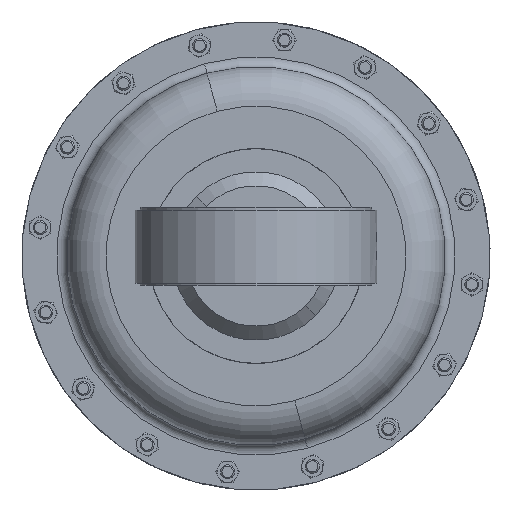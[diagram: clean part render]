
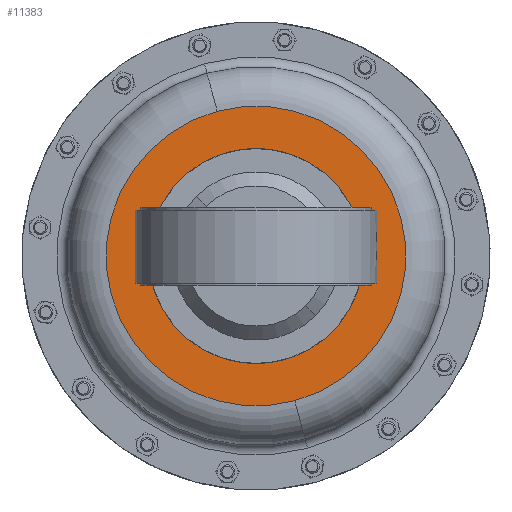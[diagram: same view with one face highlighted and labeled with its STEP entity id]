
A CAD part, front view. The second image highlights one B-rep face of the part: STEP entity #11383.
In plain terms, the highlighted planar face has unit normal (0, -1, 0).
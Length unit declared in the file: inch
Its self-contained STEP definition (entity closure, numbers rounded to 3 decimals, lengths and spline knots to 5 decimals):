
#1067 = CARTESIAN_POINT ( 'NONE',  ( 3.67711, 18.87241, 8.36738 ) ) ;
#1327 = DIRECTION ( 'NONE',  ( 0.259, 0., -0.966 ) ) ;
#1462 = ORIENTED_EDGE ( 'NONE', *, *, #13433, .F. ) ;
#2343 = ORIENTED_EDGE ( 'NONE', *, *, #12767, .T. ) ;
#3291 = DIRECTION ( 'NONE',  ( -0.707, 0., 0.707 ) ) ;
#3771 = EDGE_CURVE ( 'NONE', #23700, #10812, #21589, .T. ) ;
#4418 = AXIS2_PLACEMENT_3D ( 'NONE', #1067, #16364, #3291 ) ;
#4642 = DIRECTION ( 'NONE',  ( 0., 1., 0. ) ) ;
#5572 = FACE_BOUND ( 'NONE', #12397, .T. ) ;
#8036 = AXIS2_PLACEMENT_3D ( 'NONE', #21924, #21792, #21725 ) ;
#10812 = VERTEX_POINT ( 'NONE', #15527 ) ;
#11383 = ADVANCED_FACE ( 'NONE', ( #28341, #5572 ), #21982, .T. ) ;
#12397 = EDGE_LOOP ( 'NONE', ( #22820, #2343 ) ) ;
#12682 = VERTEX_POINT ( 'NONE', #14952 ) ;
#12767 = EDGE_CURVE ( 'NONE', #24422, #12682, #23419, .T. ) ;
#13311 = AXIS2_PLACEMENT_3D ( 'NONE', #27705, #27978, #28028 ) ;
#13433 = EDGE_CURVE ( 'NONE', #10812, #23700, #18573, .T. ) ;
#14290 = DIRECTION ( 'NONE',  ( 0., 1., 0. ) ) ;
#14952 = CARTESIAN_POINT ( 'NONE',  ( 5.35649, 18.87241, 6.688 ) ) ;
#15391 = CIRCLE ( 'NONE', #4418, 2.375 ) ;
#15527 = CARTESIAN_POINT ( 'NONE',  ( 4.71239, 18.87241, 4.50368 ) ) ;
#16364 = DIRECTION ( 'NONE',  ( 0., 1., 0. ) ) ;
#17360 = CARTESIAN_POINT ( 'NONE',  ( 2.64184, 18.87241, 12.23108 ) ) ;
#17787 = CARTESIAN_POINT ( 'NONE',  ( 3.67711, 18.87241, 8.36738 ) ) ;
#18125 = EDGE_LOOP ( 'NONE', ( #1462, #28751 ) ) ;
#18193 = AXIS2_PLACEMENT_3D ( 'NONE', #17787, #4642, #20171 ) ;
#18573 = CIRCLE ( 'NONE', #28116, 4. ) ;
#20171 = DIRECTION ( 'NONE',  ( -0.707, 0., 0.707 ) ) ;
#20729 = EDGE_CURVE ( 'NONE', #12682, #24422, #15391, .T. ) ;
#21589 = CIRCLE ( 'NONE', #13311, 4. ) ;
#21725 = DIRECTION ( 'NONE',  ( -0.259, 0., 0.966 ) ) ;
#21792 = DIRECTION ( 'NONE',  ( 0., -1., 0. ) ) ;
#21924 = CARTESIAN_POINT ( 'NONE',  ( -0.18659, 18.87241, 7.3321 ) ) ;
#21982 = PLANE ( 'NONE',  #8036 ) ;
#22820 = ORIENTED_EDGE ( 'NONE', *, *, #20729, .T. ) ;
#23419 = CIRCLE ( 'NONE', #18193, 2.375 ) ;
#23700 = VERTEX_POINT ( 'NONE', #17360 ) ;
#24422 = VERTEX_POINT ( 'NONE', #25047 ) ;
#25047 = CARTESIAN_POINT ( 'NONE',  ( 1.99773, 18.87241, 10.04676 ) ) ;
#27705 = CARTESIAN_POINT ( 'NONE',  ( 3.67711, 18.87241, 8.36738 ) ) ;
#27978 = DIRECTION ( 'NONE',  ( 0., 1., 0. ) ) ;
#28028 = DIRECTION ( 'NONE',  ( 0.259, 0., -0.966 ) ) ;
#28116 = AXIS2_PLACEMENT_3D ( 'NONE', #28399, #14290, #1327 ) ;
#28341 = FACE_OUTER_BOUND ( 'NONE', #18125, .T. ) ;
#28399 = CARTESIAN_POINT ( 'NONE',  ( 3.67711, 18.87241, 8.36738 ) ) ;
#28751 = ORIENTED_EDGE ( 'NONE', *, *, #3771, .F. ) ;
